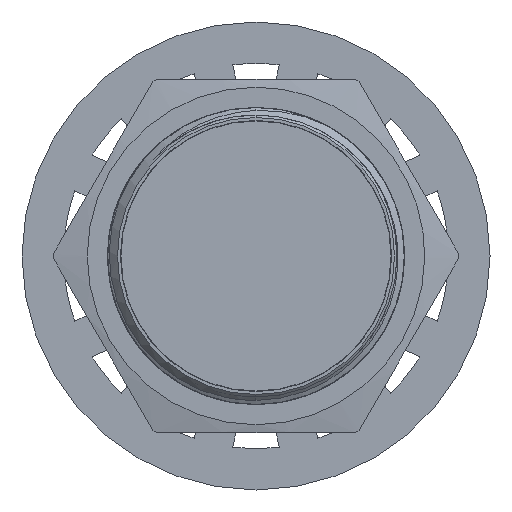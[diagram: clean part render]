
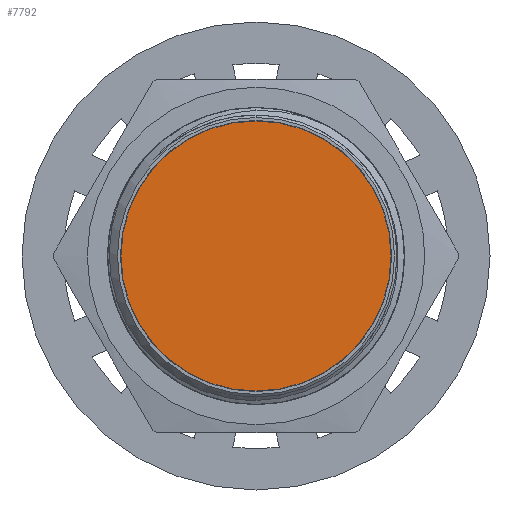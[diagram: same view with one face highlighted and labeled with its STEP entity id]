
A CAD part, front view. The second image highlights one B-rep face of the part: STEP entity #7792.
In plain terms, the highlighted planar face has unit normal (0, -1, 0).
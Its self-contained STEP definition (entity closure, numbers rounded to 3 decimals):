
#615 = EDGE_LOOP ( 'NONE', ( #26484, #17618 ) ) ;
#3344 = CARTESIAN_POINT ( 'NONE',  ( 0., -50., 0. ) ) ;
#3787 = DIRECTION ( 'NONE',  ( 0., -1., 0. ) ) ;
#4741 = CARTESIAN_POINT ( 'NONE',  ( 0., -50., -13.65 ) ) ;
#5340 = AXIS2_PLACEMENT_3D ( 'NONE', #3344, #8203, #7890 ) ;
#5752 = CIRCLE ( 'NONE', #5340, 13.65 ) ;
#7584 = VERTEX_POINT ( 'NONE', #4741 ) ;
#7792 = ADVANCED_FACE ( 'NONE', ( #11700 ), #11181, .T. ) ;
#7890 = DIRECTION ( 'NONE',  ( 0., 0., -1. ) ) ;
#8203 = DIRECTION ( 'NONE',  ( 0., 1., 0. ) ) ;
#8363 = CIRCLE ( 'NONE', #22727, 13.65 ) ;
#8754 = CARTESIAN_POINT ( 'NONE',  ( 0., -50., 0. ) ) ;
#11181 = PLANE ( 'NONE',  #12384 ) ;
#11700 = FACE_OUTER_BOUND ( 'NONE', #615, .T. ) ;
#12384 = AXIS2_PLACEMENT_3D ( 'NONE', #8754, #3787, #27943 ) ;
#12920 = DIRECTION ( 'NONE',  ( 0., 1., 0. ) ) ;
#17618 = ORIENTED_EDGE ( 'NONE', *, *, #30412, .F. ) ;
#17877 = CARTESIAN_POINT ( 'NONE',  ( 0., -50., 0. ) ) ;
#22727 = AXIS2_PLACEMENT_3D ( 'NONE', #17877, #12920, #27363 ) ;
#25308 = CARTESIAN_POINT ( 'NONE',  ( 0., -50., 13.65 ) ) ;
#26484 = ORIENTED_EDGE ( 'NONE', *, *, #29056, .F. ) ;
#27363 = DIRECTION ( 'NONE',  ( 0., 0., -1. ) ) ;
#27943 = DIRECTION ( 'NONE',  ( 0., 0., -1. ) ) ;
#29056 = EDGE_CURVE ( 'NONE', #29274, #7584, #5752, .T. ) ;
#29274 = VERTEX_POINT ( 'NONE', #25308 ) ;
#30412 = EDGE_CURVE ( 'NONE', #7584, #29274, #8363, .T. ) ;
